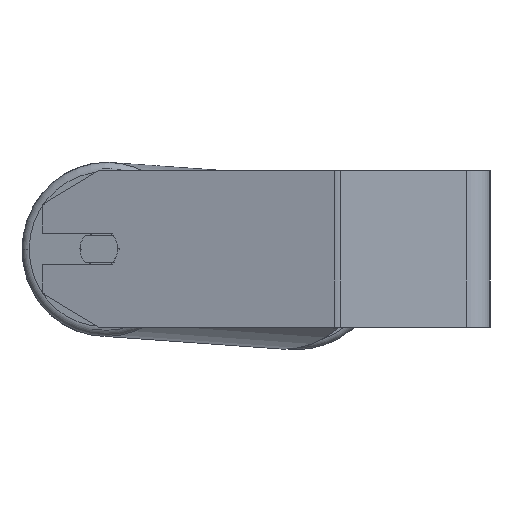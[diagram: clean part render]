
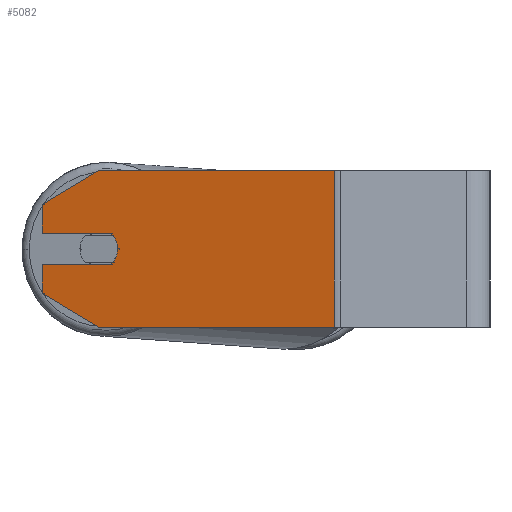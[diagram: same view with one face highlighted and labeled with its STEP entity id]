
A CAD part, left-side view. The second image highlights one B-rep face of the part: STEP entity #5082.
In plain terms, the highlighted planar face has unit normal (-0.966, 0.259, 0).
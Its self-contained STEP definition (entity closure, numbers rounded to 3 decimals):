
#58 = CARTESIAN_POINT ( 'NONE',  ( -564.614, 228.705, 40. ) ) ;
#284 = ORIENTED_EDGE ( 'NONE', *, *, #6797, .F. ) ;
#335 = DIRECTION ( 'NONE',  ( -0.224, -0.837, -0.5 ) ) ;
#376 = VECTOR ( 'NONE', #989, 1000. ) ;
#395 = DIRECTION ( 'NONE',  ( 0.224, 0.837, -0.5 ) ) ;
#431 = VERTEX_POINT ( 'NONE', #5545 ) ;
#546 = CARTESIAN_POINT ( 'NONE',  ( -574.966, 190.068, 0. ) ) ;
#838 = EDGE_CURVE ( 'NONE', #431, #7365, #8354, .T. ) ;
#846 = LINE ( 'NONE', #2842, #5003 ) ;
#954 = DIRECTION ( 'NONE',  ( 0., 0., -1. ) ) ;
#983 = EDGE_CURVE ( 'NONE', #3519, #2751, #3536, .T. ) ;
#989 = DIRECTION ( 'NONE',  ( 0., 0., -1. ) ) ;
#1012 = CARTESIAN_POINT ( 'NONE',  ( -572.378, 199.727, -40. ) ) ;
#1103 = CARTESIAN_POINT ( 'NONE',  ( -564.614, 228.705, -40. ) ) ;
#1350 = ORIENTED_EDGE ( 'NONE', *, *, #5133, .F. ) ;
#1535 = CARTESIAN_POINT ( 'NONE',  ( -604.591, 79.507, -40. ) ) ;
#1562 = CARTESIAN_POINT ( 'NONE',  ( -572.378, 199.727, 0. ) ) ;
#1625 = VERTEX_POINT ( 'NONE', #5412 ) ;
#1641 = LINE ( 'NONE', #7048, #376 ) ;
#1701 = VERTEX_POINT ( 'NONE', #546 ) ;
#1822 = EDGE_CURVE ( 'NONE', #3519, #3411, #846, .T. ) ;
#1925 = LINE ( 'NONE', #4010, #7440 ) ;
#2174 = VECTOR ( 'NONE', #395, 1000. ) ;
#2222 = CARTESIAN_POINT ( 'NONE',  ( -572.378, 199.727, 0. ) ) ;
#2427 = EDGE_CURVE ( 'NONE', #3411, #6479, #7073, .T. ) ;
#2440 = ORIENTED_EDGE ( 'NONE', *, *, #5251, .F. ) ;
#2637 = PLANE ( 'NONE',  #2919 ) ;
#2751 = VERTEX_POINT ( 'NONE', #7016 ) ;
#2842 = CARTESIAN_POINT ( 'NONE',  ( -564.614, 228.705, 40. ) ) ;
#2919 = AXIS2_PLACEMENT_3D ( 'NONE', #58, #5347, #6170 ) ;
#2942 = DIRECTION ( 'NONE',  ( -0.259, -0.966, 0. ) ) ;
#3052 = CARTESIAN_POINT ( 'NONE',  ( -564.614, 228.705, 22.679 ) ) ;
#3210 = ORIENTED_EDGE ( 'NONE', *, *, #838, .T. ) ;
#3218 = ORIENTED_EDGE ( 'NONE', *, *, #2427, .T. ) ;
#3411 = VERTEX_POINT ( 'NONE', #3579 ) ;
#3519 = VERTEX_POINT ( 'NONE', #6450 ) ;
#3536 = LINE ( 'NONE', #7381, #5168 ) ;
#3540 = EDGE_CURVE ( 'NONE', #6479, #7056, #7212, .T. ) ;
#3579 = CARTESIAN_POINT ( 'NONE',  ( -564.614, 228.705, -22.679 ) ) ;
#3694 = CARTESIAN_POINT ( 'NONE',  ( -564.614, 228.705, 40. ) ) ;
#3767 = LINE ( 'NONE', #5804, #4659 ) ;
#3777 = DIRECTION ( 'NONE',  ( -0.966, 0.259, 0. ) ) ;
#4010 = CARTESIAN_POINT ( 'NONE',  ( -573.931, 193.931, 8. ) ) ;
#4185 = DIRECTION ( 'NONE',  ( -0.966, 0.259, 0. ) ) ;
#4230 = EDGE_LOOP ( 'NONE', ( #7839, #7736, #4639, #3218, #5355, #284, #7441, #3210, #6066, #1350, #2440 ) ) ;
#4639 = ORIENTED_EDGE ( 'NONE', *, *, #1822, .T. ) ;
#4659 = VECTOR ( 'NONE', #8492, 1000. ) ;
#5003 = VECTOR ( 'NONE', #6946, 1000. ) ;
#5082 = ADVANCED_FACE ( 'NONE', ( #5997 ), #2637, .F. ) ;
#5133 = EDGE_CURVE ( 'NONE', #6497, #7611, #1925, .T. ) ;
#5168 = VECTOR ( 'NONE', #6188, 1000. ) ;
#5251 = EDGE_CURVE ( 'NONE', #1701, #6497, #8437, .T. ) ;
#5347 = DIRECTION ( 'NONE',  ( 0.966, -0.259, 0. ) ) ;
#5355 = ORIENTED_EDGE ( 'NONE', *, *, #3540, .T. ) ;
#5412 = CARTESIAN_POINT ( 'NONE',  ( -604.591, 79.507, 40. ) ) ;
#5476 = CARTESIAN_POINT ( 'NONE',  ( -564.614, 228.705, 22.679 ) ) ;
#5545 = CARTESIAN_POINT ( 'NONE',  ( -572.378, 199.727, 40. ) ) ;
#5804 = CARTESIAN_POINT ( 'NONE',  ( -564.614, 228.705, 40. ) ) ;
#5859 = VECTOR ( 'NONE', #335, 1000. ) ;
#5997 = FACE_OUTER_BOUND ( 'NONE', #4230, .T. ) ;
#6066 = ORIENTED_EDGE ( 'NONE', *, *, #6461, .T. ) ;
#6170 = DIRECTION ( 'NONE',  ( 0.259, 0.966, 0. ) ) ;
#6177 = CIRCLE ( 'NONE', #8007, 10. ) ;
#6188 = DIRECTION ( 'NONE',  ( -0.259, -0.966, 0. ) ) ;
#6288 = DIRECTION ( 'NONE',  ( -0.259, -0.966, 0. ) ) ;
#6385 = CARTESIAN_POINT ( 'NONE',  ( -572.378, 199.727, -40. ) ) ;
#6450 = CARTESIAN_POINT ( 'NONE',  ( -564.614, 228.705, -8. ) ) ;
#6461 = EDGE_CURVE ( 'NONE', #7365, #7611, #6961, .T. ) ;
#6479 = VERTEX_POINT ( 'NONE', #6385 ) ;
#6497 = VERTEX_POINT ( 'NONE', #7764 ) ;
#6686 = EDGE_CURVE ( 'NONE', #2751, #1701, #6177, .T. ) ;
#6701 = DIRECTION ( 'NONE',  ( 0.259, 0.966, 0. ) ) ;
#6797 = EDGE_CURVE ( 'NONE', #1625, #7056, #1641, .T. ) ;
#6946 = DIRECTION ( 'NONE',  ( 0., 0., -1. ) ) ;
#6961 = LINE ( 'NONE', #3694, #7159 ) ;
#7016 = CARTESIAN_POINT ( 'NONE',  ( -573.931, 193.931, -8. ) ) ;
#7048 = CARTESIAN_POINT ( 'NONE',  ( -604.591, 79.507, 40. ) ) ;
#7056 = VERTEX_POINT ( 'NONE', #1535 ) ;
#7073 = LINE ( 'NONE', #1012, #5859 ) ;
#7099 = CARTESIAN_POINT ( 'NONE',  ( -564.614, 228.705, 8. ) ) ;
#7159 = VECTOR ( 'NONE', #954, 1000. ) ;
#7212 = LINE ( 'NONE', #1103, #8692 ) ;
#7365 = VERTEX_POINT ( 'NONE', #5476 ) ;
#7381 = CARTESIAN_POINT ( 'NONE',  ( -573.931, 193.931, -8. ) ) ;
#7440 = VECTOR ( 'NONE', #6701, 1000. ) ;
#7441 = ORIENTED_EDGE ( 'NONE', *, *, #8402, .F. ) ;
#7611 = VERTEX_POINT ( 'NONE', #7099 ) ;
#7736 = ORIENTED_EDGE ( 'NONE', *, *, #983, .F. ) ;
#7764 = CARTESIAN_POINT ( 'NONE',  ( -573.931, 193.931, 8. ) ) ;
#7820 = DIRECTION ( 'NONE',  ( -0.259, -0.966, 0. ) ) ;
#7839 = ORIENTED_EDGE ( 'NONE', *, *, #6686, .F. ) ;
#8007 = AXIS2_PLACEMENT_3D ( 'NONE', #2222, #3777, #6288 ) ;
#8014 = AXIS2_PLACEMENT_3D ( 'NONE', #1562, #4185, #2942 ) ;
#8354 = LINE ( 'NONE', #3052, #2174 ) ;
#8402 = EDGE_CURVE ( 'NONE', #431, #1625, #3767, .T. ) ;
#8437 = CIRCLE ( 'NONE', #8014, 10. ) ;
#8492 = DIRECTION ( 'NONE',  ( -0.259, -0.966, 0. ) ) ;
#8692 = VECTOR ( 'NONE', #7820, 1000. ) ;
